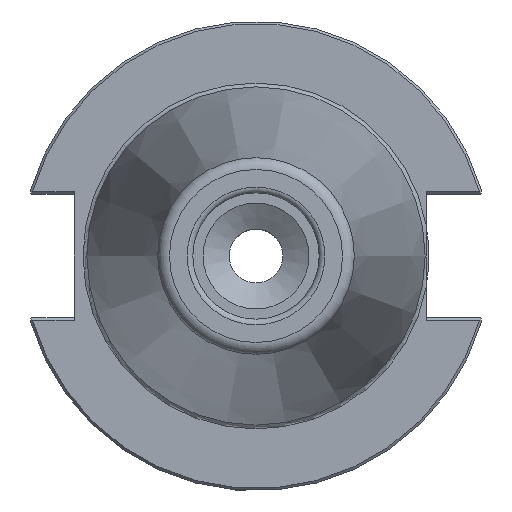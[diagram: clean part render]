
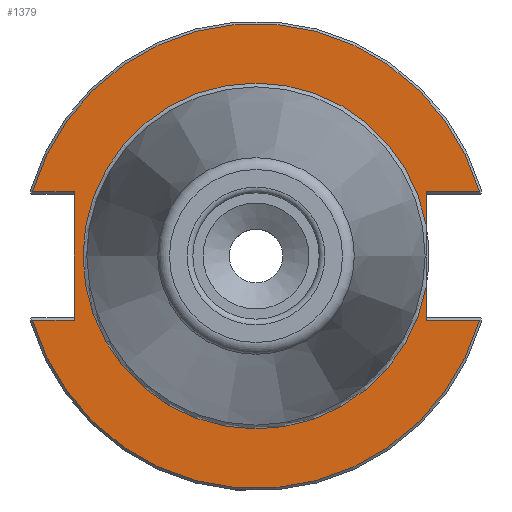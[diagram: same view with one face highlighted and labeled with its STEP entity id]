
A CAD part, left-side view. The second image highlights one B-rep face of the part: STEP entity #1379.
In plain terms, the highlighted planar face has unit normal (-1, 0, 0).
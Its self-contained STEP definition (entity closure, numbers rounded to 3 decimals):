
#77=PLANE('',#1497);
#121=CIRCLE('',#1495,48.249);
#123=CIRCLE('',#1498,35.899);
#124=CIRCLE('',#1499,35.899);
#125=CIRCLE('',#1500,48.249);
#229=FACE_OUTER_BOUND('',#302,.T.);
#302=EDGE_LOOP('',(#1022,#1023,#1024,#1025,#1026,#1027,#1028,#1029,#1030,
#1031,#1032));
#392=LINE('',#2307,#469);
#395=LINE('',#2366,#472);
#396=LINE('',#2372,#473);
#397=LINE('',#2374,#474);
#398=LINE('',#2378,#475);
#399=LINE('',#2380,#476);
#400=LINE('',#2381,#477);
#469=VECTOR('',#1732,10.);
#472=VECTOR('',#1751,10.);
#473=VECTOR('',#1756,10.);
#474=VECTOR('',#1757,10.);
#475=VECTOR('',#1760,10.);
#476=VECTOR('',#1761,10.);
#477=VECTOR('',#1762,10.);
#586=VERTEX_POINT('',#2304);
#587=VERTEX_POINT('',#2306);
#595=VERTEX_POINT('',#2353);
#598=VERTEX_POINT('',#2365);
#599=VERTEX_POINT('',#2367);
#600=VERTEX_POINT('',#2369);
#601=VERTEX_POINT('',#2371);
#602=VERTEX_POINT('',#2373);
#603=VERTEX_POINT('',#2375);
#604=VERTEX_POINT('',#2377);
#605=VERTEX_POINT('',#2379);
#753=EDGE_CURVE('',#586,#587,#392,.T.);
#765=EDGE_CURVE('',#587,#595,#121,.T.);
#769=EDGE_CURVE('',#586,#598,#395,.T.);
#770=EDGE_CURVE('',#598,#599,#123,.T.);
#771=EDGE_CURVE('',#599,#600,#124,.T.);
#772=EDGE_CURVE('',#600,#601,#396,.T.);
#773=EDGE_CURVE('',#602,#601,#397,.T.);
#774=EDGE_CURVE('',#603,#602,#125,.T.);
#775=EDGE_CURVE('',#604,#603,#398,.T.);
#776=EDGE_CURVE('',#604,#605,#399,.T.);
#777=EDGE_CURVE('',#595,#605,#400,.T.);
#1022=ORIENTED_EDGE('',*,*,#753,.F.);
#1023=ORIENTED_EDGE('',*,*,#769,.T.);
#1024=ORIENTED_EDGE('',*,*,#770,.T.);
#1025=ORIENTED_EDGE('',*,*,#771,.T.);
#1026=ORIENTED_EDGE('',*,*,#772,.T.);
#1027=ORIENTED_EDGE('',*,*,#773,.F.);
#1028=ORIENTED_EDGE('',*,*,#774,.F.);
#1029=ORIENTED_EDGE('',*,*,#775,.F.);
#1030=ORIENTED_EDGE('',*,*,#776,.T.);
#1031=ORIENTED_EDGE('',*,*,#777,.F.);
#1032=ORIENTED_EDGE('',*,*,#765,.F.);
#1379=ADVANCED_FACE('',(#229),#77,.T.);
#1495=AXIS2_PLACEMENT_3D('',#2354,#1745,#1746);
#1497=AXIS2_PLACEMENT_3D('',#2364,#1749,#1750);
#1498=AXIS2_PLACEMENT_3D('',#2368,#1752,#1753);
#1499=AXIS2_PLACEMENT_3D('',#2370,#1754,#1755);
#1500=AXIS2_PLACEMENT_3D('',#2376,#1758,#1759);
#1732=DIRECTION('',(0.,-1.,0.));
#1745=DIRECTION('center_axis',(1.,0.,0.));
#1746=DIRECTION('ref_axis',(0.,0.,-1.));
#1749=DIRECTION('center_axis',(-1.,0.,0.));
#1750=DIRECTION('ref_axis',(0.,0.,1.));
#1751=DIRECTION('',(0.,0.,1.));
#1752=DIRECTION('center_axis',(1.,0.,0.));
#1753=DIRECTION('ref_axis',(0.,0.,-1.));
#1754=DIRECTION('center_axis',(1.,0.,0.));
#1755=DIRECTION('ref_axis',(0.,0.,-1.));
#1756=DIRECTION('',(0.,0.,1.));
#1757=DIRECTION('',(0.,1.,0.));
#1758=DIRECTION('center_axis',(1.,0.,0.));
#1759=DIRECTION('ref_axis',(0.,0.,-1.));
#1760=DIRECTION('',(0.,1.,0.));
#1761=DIRECTION('',(0.,0.,-1.));
#1762=DIRECTION('',(0.,-1.,0.));
#2304=CARTESIAN_POINT('',(3.175,-35.3,-13.325));
#2306=CARTESIAN_POINT('',(3.175,-46.373,-13.325));
#2307=CARTESIAN_POINT('',(3.175,-13.707,-13.325));
#2353=CARTESIAN_POINT('',(3.175,46.373,-13.325));
#2354=CARTESIAN_POINT('Origin',(3.175,0.,0.));
#2364=CARTESIAN_POINT('Origin',(3.175,48.249,0.));
#2365=CARTESIAN_POINT('',(3.175,-35.3,-6.533));
#2366=CARTESIAN_POINT('',(3.175,-35.3,-6.413));
#2367=CARTESIAN_POINT('',(3.175,0.,35.899));
#2368=CARTESIAN_POINT('Origin',(3.175,0.,0.));
#2369=CARTESIAN_POINT('',(3.175,-35.3,6.533));
#2370=CARTESIAN_POINT('Origin',(3.175,0.,0.));
#2371=CARTESIAN_POINT('',(3.175,-35.3,13.325));
#2372=CARTESIAN_POINT('',(3.175,-35.3,-6.413));
#2373=CARTESIAN_POINT('',(3.175,-46.373,13.325));
#2374=CARTESIAN_POINT('',(3.175,6.475,13.325));
#2375=CARTESIAN_POINT('',(3.175,46.373,13.325));
#2376=CARTESIAN_POINT('Origin',(3.175,0.,0.));
#2377=CARTESIAN_POINT('',(3.175,37.7,13.325));
#2378=CARTESIAN_POINT('',(3.175,61.395,13.325));
#2379=CARTESIAN_POINT('',(3.175,37.7,-13.325));
#2380=CARTESIAN_POINT('',(3.175,37.7,6.413));
#2381=CARTESIAN_POINT('',(3.175,42.975,-13.325));
